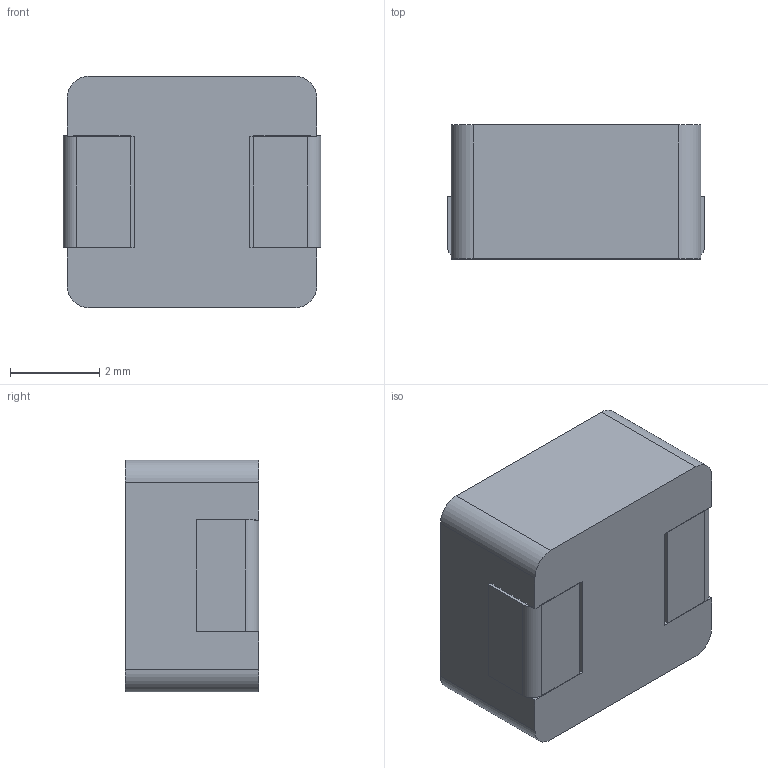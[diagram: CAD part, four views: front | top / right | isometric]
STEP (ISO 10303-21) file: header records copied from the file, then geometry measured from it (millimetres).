
FILE_DESCRIPTION (( 'STEP AP214' ), '1' );
FILE_NAME ('ASPI-0530HI.STEP', '2021-11-23T09:52:47', ( '' ), ( '' ), 'SwSTEP 2.0', 'SolidWorks 2020', '' );
FILE_SCHEMA (( 'AUTOMOTIVE_DESIGN' ));
Length unit declared in the file: millimetre
Products named in the file (3): Body^ASPI-0530HI; Contact^ASPI-0530HI; ASPI-0530HI
Assembly tree (3 placements, depth 2):
  ASPI-0530HI
    Body^ASPI-0530HI
    Contact^ASPI-0530HI  x2
Bounding box: 5.78 x 3 x 5.2 mm (x, y, z)
Volume: 86.6 mm3; surface area: 155.5 mm2
Topology: 3 solids, 3 shells, 40 faces, 102 edges, 68 vertices
Faces by surface type: plane 34, cylinder 6
Entity records: 1063 total; most frequent: CARTESIAN_POINT 172, DIRECTION 165, ORIENTED_EDGE 162, EDGE_CURVE 81, VECTOR 71, LINE 71, VERTEX_POINT 54, AXIS2_PLACEMENT_3D 47
